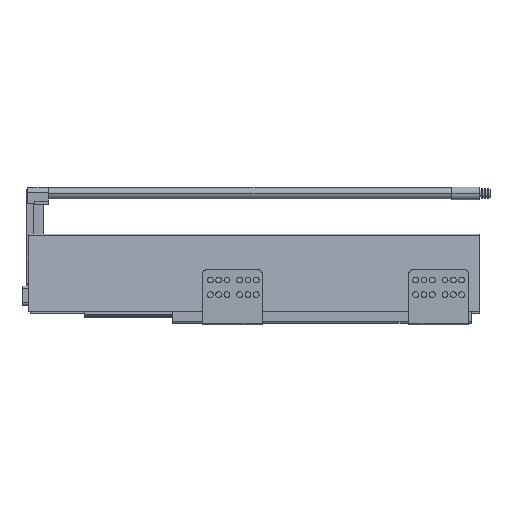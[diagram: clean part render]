
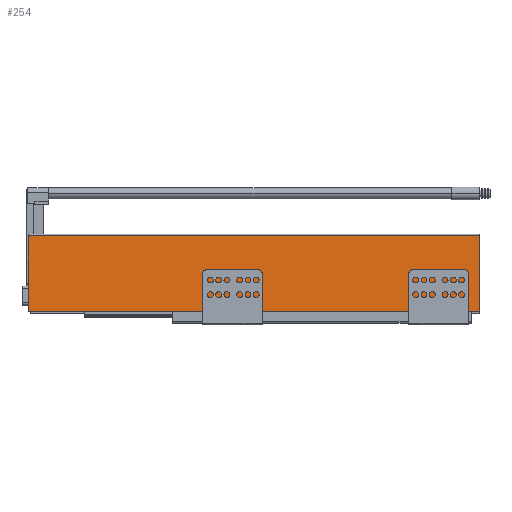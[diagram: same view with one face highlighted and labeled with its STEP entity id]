
A CAD part, top view. The second image highlights one B-rep face of the part: STEP entity #254.
In plain terms, the highlighted planar face has unit normal (0, 0.052, 0.999).
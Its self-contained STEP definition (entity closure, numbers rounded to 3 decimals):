
#254 = ADVANCED_FACE ( 'NONE', ( #2712 ), #5386, .T. ) ;
#327 = VERTEX_POINT ( 'NONE', #10226 ) ;
#456 = CARTESIAN_POINT ( 'NONE',  ( -492., 0., 66.6 ) ) ;
#729 = CARTESIAN_POINT ( 'NONE',  ( 0., 0., 66.6 ) ) ;
#1067 = CARTESIAN_POINT ( 'NONE',  ( -492., 82.129, 62.296 ) ) ;
#1194 = DIRECTION ( 'NONE',  ( 1., 0., 0. ) ) ;
#1581 = LINE ( 'NONE', #729, #9063 ) ;
#1980 = CARTESIAN_POINT ( 'NONE',  ( -492., 82.129, 62.296 ) ) ;
#2258 = EDGE_CURVE ( 'NONE', #4496, #11515, #10262, .T. ) ;
#2439 = CARTESIAN_POINT ( 'NONE',  ( 0., 82.129, 62.296 ) ) ;
#2578 = EDGE_CURVE ( 'NONE', #10116, #327, #9505, .T. ) ;
#2712 = FACE_OUTER_BOUND ( 'NONE', #10018, .T. ) ;
#2836 = EDGE_CURVE ( 'NONE', #327, #11515, #1581, .T. ) ;
#3514 = ORIENTED_EDGE ( 'NONE', *, *, #2258, .F. ) ;
#4042 = VECTOR ( 'NONE', #5031, 1000. ) ;
#4496 = VERTEX_POINT ( 'NONE', #1980 ) ;
#4578 = ORIENTED_EDGE ( 'NONE', *, *, #2578, .T. ) ;
#5031 = DIRECTION ( 'NONE',  ( 1., 0., 0. ) ) ;
#5202 = VECTOR ( 'NONE', #1194, 1000. ) ;
#5263 = DIRECTION ( 'NONE',  ( 0., 0.999, -0.052 ) ) ;
#5386 = PLANE ( 'NONE',  #7397 ) ;
#6506 = ORIENTED_EDGE ( 'NONE', *, *, #2836, .T. ) ;
#7397 = AXIS2_PLACEMENT_3D ( 'NONE', #9308, #8347, #8226 ) ;
#7897 = CARTESIAN_POINT ( 'NONE',  ( -492., 0., 66.6 ) ) ;
#8226 = DIRECTION ( 'NONE',  ( 0., 0.999, -0.052 ) ) ;
#8347 = DIRECTION ( 'NONE',  ( 0., 0.052, 0.999 ) ) ;
#8598 = EDGE_CURVE ( 'NONE', #10116, #4496, #9527, .T. ) ;
#8789 = VECTOR ( 'NONE', #11508, 1000. ) ;
#9063 = VECTOR ( 'NONE', #5263, 1000. ) ;
#9199 = ORIENTED_EDGE ( 'NONE', *, *, #8598, .F. ) ;
#9308 = CARTESIAN_POINT ( 'NONE',  ( -492., 0., 66.6 ) ) ;
#9444 = CARTESIAN_POINT ( 'NONE',  ( -492., 0., 66.6 ) ) ;
#9505 = LINE ( 'NONE', #9444, #4042 ) ;
#9527 = LINE ( 'NONE', #456, #8789 ) ;
#10018 = EDGE_LOOP ( 'NONE', ( #6506, #3514, #9199, #4578 ) ) ;
#10116 = VERTEX_POINT ( 'NONE', #7897 ) ;
#10226 = CARTESIAN_POINT ( 'NONE',  ( 0., 0., 66.6 ) ) ;
#10262 = LINE ( 'NONE', #1067, #5202 ) ;
#11508 = DIRECTION ( 'NONE',  ( 0., 0.999, -0.052 ) ) ;
#11515 = VERTEX_POINT ( 'NONE', #2439 ) ;
